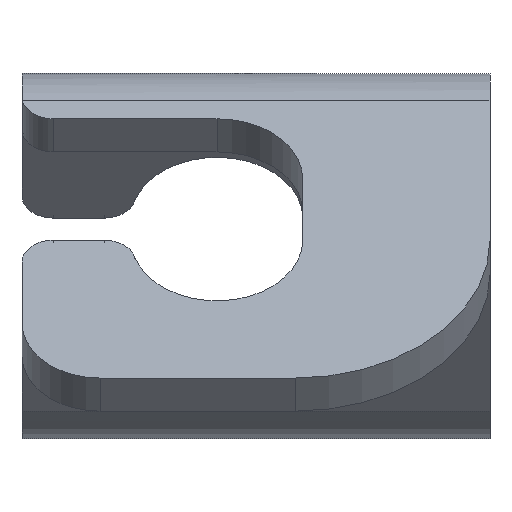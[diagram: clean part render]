
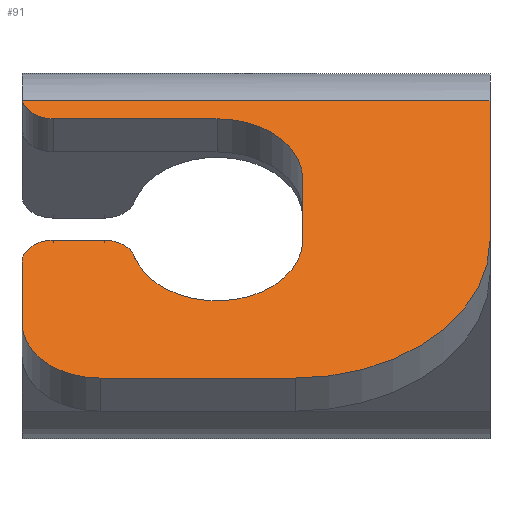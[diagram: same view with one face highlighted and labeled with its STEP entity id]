
A CAD part, front view. The second image highlights one B-rep face of the part: STEP entity #91.
In plain terms, the highlighted planar face has unit normal (0, -0.707, 0.707).
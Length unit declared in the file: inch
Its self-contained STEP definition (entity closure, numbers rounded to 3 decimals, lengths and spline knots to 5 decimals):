
#91=ADVANCED_FACE('',(#214),#215,.T.);
#214=FACE_OUTER_BOUND('',#369,.T.);
#215=PLANE('',#370);
#369=EDGE_LOOP('',(#590,#591,#592,#593,#594,#595,#596,#597,#598,#599,#600,#601,#602,#603));
#370=AXIS2_PLACEMENT_3D('',#604,#605,#606);
#590=ORIENTED_EDGE('',*,*,#999,.T.);
#591=ORIENTED_EDGE('',*,*,#1000,.F.);
#592=ORIENTED_EDGE('',*,*,#1001,.F.);
#593=ORIENTED_EDGE('',*,*,#1002,.F.);
#594=ORIENTED_EDGE('',*,*,#1003,.F.);
#595=ORIENTED_EDGE('',*,*,#1004,.F.);
#596=ORIENTED_EDGE('',*,*,#1005,.F.);
#597=ORIENTED_EDGE('',*,*,#1006,.F.);
#598=ORIENTED_EDGE('',*,*,#1007,.F.);
#599=ORIENTED_EDGE('',*,*,#1008,.F.);
#600=ORIENTED_EDGE('',*,*,#1009,.F.);
#601=ORIENTED_EDGE('',*,*,#1010,.F.);
#602=ORIENTED_EDGE('',*,*,#1011,.F.);
#603=ORIENTED_EDGE('',*,*,#1012,.F.);
#604=CARTESIAN_POINT('',(3.23739,12.38476,0.22505));
#605=DIRECTION('',(0.,-0.707,0.707));
#606=DIRECTION('',(1.0,0.,0.));
#999=EDGE_CURVE('',#1209,#1210,#1211,.T.);
#1000=EDGE_CURVE('',#1212,#1210,#1213,.T.);
#1001=EDGE_CURVE('',#1214,#1212,#1215,.T.);
#1002=EDGE_CURVE('',#1216,#1214,#1217,.T.);
#1003=EDGE_CURVE('',#1218,#1216,#1219,.T.);
#1004=EDGE_CURVE('',#1220,#1218,#1221,.T.);
#1005=EDGE_CURVE('',#1222,#1220,#1223,.T.);
#1006=EDGE_CURVE('',#1224,#1222,#1225,.T.);
#1007=EDGE_CURVE('',#1226,#1224,#1227,.T.);
#1008=EDGE_CURVE('',#1228,#1226,#1229,.T.);
#1009=EDGE_CURVE('',#1230,#1228,#1231,.T.);
#1010=EDGE_CURVE('',#1232,#1230,#1233,.T.);
#1011=EDGE_CURVE('',#1234,#1232,#1235,.T.);
#1012=EDGE_CURVE('',#1209,#1234,#1236,.T.);
#1209=VERTEX_POINT('',#1487);
#1210=VERTEX_POINT('',#1488);
#1211=LINE('',#1489,#1490);
#1212=VERTEX_POINT('',#1491);
#1213=CIRCLE('',#1492,0.07874);
#1214=VERTEX_POINT('',#1493);
#1215=LINE('',#1494,#1495);
#1216=VERTEX_POINT('',#1496);
#1217=CIRCLE('',#1497,0.21654);
#1218=VERTEX_POINT('',#1498);
#1219=LINE('',#1499,#1500);
#1220=VERTEX_POINT('',#1501);
#1221=CIRCLE('',#1502,0.21654);
#1222=VERTEX_POINT('',#1503);
#1223=CIRCLE('',#1504,0.07874);
#1224=VERTEX_POINT('',#1505);
#1225=LINE('',#1506,#1507);
#1226=VERTEX_POINT('',#1508);
#1227=CIRCLE('',#1509,0.07874);
#1228=VERTEX_POINT('',#1510);
#1229=LINE('',#1511,#1512);
#1230=VERTEX_POINT('',#1513);
#1231=CIRCLE('',#1514,0.19685);
#1232=VERTEX_POINT('',#1515);
#1233=LINE('',#1516,#1517);
#1234=VERTEX_POINT('',#1518);
#1235=CIRCLE('',#1519,0.49213);
#1236=LINE('',#1520,#1521);
#1487=CARTESIAN_POINT('',(3.83858,11.84084,-0.31887));
#1488=CARTESIAN_POINT('',(2.65874,11.84084,-0.31887));
#1489=CARTESIAN_POINT('',(3.1935,11.84084,-0.31887));
#1490=VECTOR('',#1789,1.0);
#1491=CARTESIAN_POINT('',(2.73622,11.79508,-0.36463));
#1492=AXIS2_PLACEMENT_3D('',#1790,#1791,#1792);
#1493=CARTESIAN_POINT('',(3.14961,11.79508,-0.36463));
#1494=CARTESIAN_POINT('',(3.14961,11.79508,-0.36463));
#1495=VECTOR('',#1793,1.0);
#1496=CARTESIAN_POINT('',(3.36614,11.64197,-0.51775));
#1497=AXIS2_PLACEMENT_3D('',#1794,#1795,#1796);
#1498=CARTESIAN_POINT('',(3.36614,11.48885,-0.67086));
#1499=CARTESIAN_POINT('',(3.36614,11.48885,-0.67086));
#1500=VECTOR('',#1797,1.);
#1501=CARTESIAN_POINT('',(2.94091,11.44802,-0.71169));
#1502=AXIS2_PLACEMENT_3D('',#1798,#1799,#1800);
#1503=CARTESIAN_POINT('',(2.86502,11.48885,-0.67086));
#1504=AXIS2_PLACEMENT_3D('',#1801,#1802,#1803);
#1505=CARTESIAN_POINT('',(2.73622,11.48885,-0.67086));
#1506=CARTESIAN_POINT('',(2.86502,11.48885,-0.67086));
#1507=VECTOR('',#1804,1.0);
#1508=CARTESIAN_POINT('',(2.65748,11.43317,-0.72654));
#1509=AXIS2_PLACEMENT_3D('',#1805,#1806,#1807);
#1510=CARTESIAN_POINT('',(2.65748,11.28006,-0.87965));
#1511=CARTESIAN_POINT('',(2.65748,11.43317,-0.72654));
#1512=VECTOR('',#1808,1.);
#1513=CARTESIAN_POINT('',(2.85433,11.14087,-1.01885));
#1514=AXIS2_PLACEMENT_3D('',#1809,#1810,#1811);
#1515=CARTESIAN_POINT('',(3.34646,11.14087,-1.01885));
#1516=CARTESIAN_POINT('',(3.34646,11.14087,-1.01885));
#1517=VECTOR('',#1812,1.0);
#1518=CARTESIAN_POINT('',(3.83858,11.48885,-0.67086));
#1519=AXIS2_PLACEMENT_3D('',#1813,#1814,#1815);
#1520=CARTESIAN_POINT('',(3.83858,11.48885,-0.67086));
#1521=VECTOR('',#1816,1.);
#1789=DIRECTION('',(-1.0,0.0,0.0));
#1790=CARTESIAN_POINT('',(2.73622,11.85076,-0.30895));
#1791=DIRECTION('',(0.0,0.707,-0.707));
#1792=DIRECTION('',(1.0,0.0,0.0));
#1793=DIRECTION('',(-1.0,0.0,0.0));
#1794=CARTESIAN_POINT('',(3.14961,11.64197,-0.51775));
#1795=DIRECTION('',(0.0,-0.707,0.707));
#1796=DIRECTION('',(0.0,0.707,0.707));
#1797=DIRECTION('',(0.0,0.707,0.707));
#1798=CARTESIAN_POINT('',(3.14961,11.48885,-0.67086));
#1799=DIRECTION('',(0.0,-0.707,0.707));
#1800=DIRECTION('',(1.0,0.0,0.0));
#1801=CARTESIAN_POINT('',(2.86502,11.43317,-0.72654));
#1802=DIRECTION('',(0.0,0.707,-0.707));
#1803=DIRECTION('',(0.0,0.707,0.707));
#1804=DIRECTION('',(1.0,0.0,0.0));
#1805=CARTESIAN_POINT('',(2.73622,11.43317,-0.72654));
#1806=DIRECTION('',(0.0,0.707,-0.707));
#1807=DIRECTION('',(1.0,0.0,0.0));
#1808=DIRECTION('',(0.0,0.707,0.707));
#1809=CARTESIAN_POINT('',(2.85433,11.28006,-0.87965));
#1810=DIRECTION('',(0.0,0.707,-0.707));
#1811=DIRECTION('',(-1.0,0.0,0.0));
#1812=DIRECTION('',(-1.0,0.0,0.0));
#1813=CARTESIAN_POINT('',(3.34646,11.48885,-0.67086));
#1814=DIRECTION('',(0.0,0.707,-0.707));
#1815=DIRECTION('',(1.0,0.0,0.0));
#1816=DIRECTION('',(-0.0,-0.707,-0.707));
